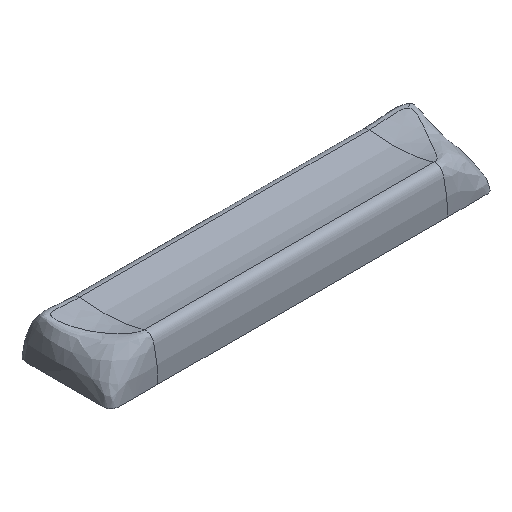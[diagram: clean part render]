
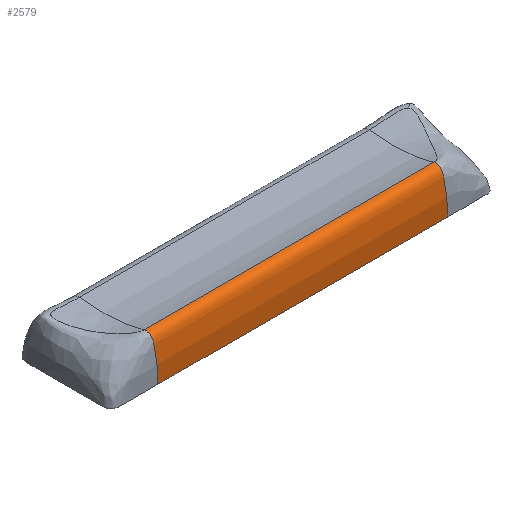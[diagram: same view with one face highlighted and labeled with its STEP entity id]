
A CAD part, isometric view. The second image highlights one B-rep face of the part: STEP entity #2579.
In plain terms, the highlighted free-form (B-spline) face has degree [3, 1] with [16, 2] control points.
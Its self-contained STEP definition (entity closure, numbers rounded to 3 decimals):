
#21=B_SPLINE_CURVE_WITH_KNOTS('',3,(#4927,#4928,#4929,#4930,#4931,#4932,
#4933,#4934,#4935,#4936,#4937,#4938,#4939,#4940,#4941,#4942),
 .UNSPECIFIED.,.F.,.F.,(4,2,2,2,2,2,2,4),(-1.228,-1.116,
-0.982,-0.877,-0.77,-0.599,
-0.311,0.),.UNSPECIFIED.);
#37=B_SPLINE_CURVE_WITH_KNOTS('',3,(#8077,#8078,#8079,#8080,#8081,#8082,
#8083,#8084,#8085,#8086,#8087,#8088,#8089,#8090,#8091,#8092),
 .UNSPECIFIED.,.F.,.F.,(4,2,2,2,2,2,2,4),(-1.228,-1.116,
-0.982,-0.877,-0.77,-0.599,
-0.311,0.),.UNSPECIFIED.);
#46=B_SPLINE_SURFACE_WITH_KNOTS('',3,1,((#8170,#8171),(#8172,#8173),(#8174,
#8175),(#8176,#8177),(#8178,#8179),(#8180,#8181),(#8182,#8183),(#8184,#8185),
(#8186,#8187),(#8188,#8189),(#8190,#8191),(#8192,#8193),(#8194,#8195),(#8196,
#8197),(#8198,#8199),(#8200,#8201)),.UNSPECIFIED.,.F.,.F.,.F.,(4,2,2,2,
2,2,2,4),(2,2),(-1.228,-1.116,-0.982,-0.877,
-0.77,-0.599,-0.311,0.),(0.,5.7),
 .UNSPECIFIED.);
#365=FACE_OUTER_BOUND('',#519,.T.);
#519=EDGE_LOOP('',(#2359,#2360,#2361,#2362));
#768=LINE('',#8169,#1017);
#769=LINE('',#8202,#1018);
#1017=VECTOR('',#3549,10.);
#1018=VECTOR('',#3550,10.);
#1226=VERTEX_POINT('',#4925);
#1227=VERTEX_POINT('',#4926);
#1239=VERTEX_POINT('',#7648);
#1246=VERTEX_POINT('',#8076);
#1585=EDGE_CURVE('',#1226,#1227,#21,.T.);
#1608=EDGE_CURVE('',#1239,#1246,#37,.T.);
#1619=EDGE_CURVE('',#1246,#1227,#768,.T.);
#1620=EDGE_CURVE('',#1239,#1226,#769,.T.);
#2359=ORIENTED_EDGE('',*,*,#1608,.T.);
#2360=ORIENTED_EDGE('',*,*,#1619,.T.);
#2361=ORIENTED_EDGE('',*,*,#1585,.F.);
#2362=ORIENTED_EDGE('',*,*,#1620,.F.);
#2579=ADVANCED_FACE('',(#365),#46,.T.);
#3549=DIRECTION('',(1.,0.,0.));
#3550=DIRECTION('',(1.,0.,0.));
#4925=CARTESIAN_POINT('',(28.5,-6.497,7.984));
#4926=CARTESIAN_POINT('',(28.5,-9.198,0.));
#4927=CARTESIAN_POINT('Ctrl Pts',(28.5,-6.497,7.984));
#4928=CARTESIAN_POINT('Ctrl Pts',(28.5,-6.647,7.993));
#4929=CARTESIAN_POINT('Ctrl Pts',(28.5,-6.796,7.994));
#4930=CARTESIAN_POINT('Ctrl Pts',(28.5,-7.122,7.965));
#4931=CARTESIAN_POINT('Ctrl Pts',(28.5,-7.299,7.93));
#4932=CARTESIAN_POINT('Ctrl Pts',(28.5,-7.594,7.81));
#4933=CARTESIAN_POINT('Ctrl Pts',(28.5,-7.714,7.738));
#4934=CARTESIAN_POINT('Ctrl Pts',(28.5,-7.923,7.549));
#4935=CARTESIAN_POINT('Ctrl Pts',(28.5,-8.039,7.408));
#4936=CARTESIAN_POINT('Ctrl Pts',(28.5,-8.339,6.814));
#4937=CARTESIAN_POINT('Ctrl Pts',(28.5,-8.467,6.333));
#4938=CARTESIAN_POINT('Ctrl Pts',(28.5,-8.792,4.912));
#4939=CARTESIAN_POINT('Ctrl Pts',(28.5,-8.953,3.976));
#4940=CARTESIAN_POINT('Ctrl Pts',(28.5,-9.147,2.072));
#4941=CARTESIAN_POINT('Ctrl Pts',(28.5,-9.176,1.038));
#4942=CARTESIAN_POINT('Ctrl Pts',(28.5,-9.198,0.));
#7648=CARTESIAN_POINT('',(-28.5,-6.497,7.984));
#8076=CARTESIAN_POINT('',(-28.5,-9.198,0.));
#8077=CARTESIAN_POINT('Ctrl Pts',(-28.5,-6.497,7.984));
#8078=CARTESIAN_POINT('Ctrl Pts',(-28.5,-6.647,7.993));
#8079=CARTESIAN_POINT('Ctrl Pts',(-28.5,-6.796,7.994));
#8080=CARTESIAN_POINT('Ctrl Pts',(-28.5,-7.122,7.965));
#8081=CARTESIAN_POINT('Ctrl Pts',(-28.5,-7.299,7.93));
#8082=CARTESIAN_POINT('Ctrl Pts',(-28.5,-7.594,7.81));
#8083=CARTESIAN_POINT('Ctrl Pts',(-28.5,-7.714,7.738));
#8084=CARTESIAN_POINT('Ctrl Pts',(-28.5,-7.923,7.549));
#8085=CARTESIAN_POINT('Ctrl Pts',(-28.5,-8.039,7.408));
#8086=CARTESIAN_POINT('Ctrl Pts',(-28.5,-8.339,6.814));
#8087=CARTESIAN_POINT('Ctrl Pts',(-28.5,-8.467,6.333));
#8088=CARTESIAN_POINT('Ctrl Pts',(-28.5,-8.792,4.912));
#8089=CARTESIAN_POINT('Ctrl Pts',(-28.5,-8.953,3.976));
#8090=CARTESIAN_POINT('Ctrl Pts',(-28.5,-9.147,2.072));
#8091=CARTESIAN_POINT('Ctrl Pts',(-28.5,-9.176,1.038));
#8092=CARTESIAN_POINT('Ctrl Pts',(-28.5,-9.198,0.));
#8169=CARTESIAN_POINT('',(-28.5,-9.198,0.));
#8170=CARTESIAN_POINT('Ctrl Pts',(-28.5,-6.497,7.984));
#8171=CARTESIAN_POINT('Ctrl Pts',(28.5,-6.497,7.984));
#8172=CARTESIAN_POINT('Ctrl Pts',(-28.5,-6.647,7.993));
#8173=CARTESIAN_POINT('Ctrl Pts',(28.5,-6.647,7.993));
#8174=CARTESIAN_POINT('Ctrl Pts',(-28.5,-6.796,7.994));
#8175=CARTESIAN_POINT('Ctrl Pts',(28.5,-6.796,7.994));
#8176=CARTESIAN_POINT('Ctrl Pts',(-28.5,-7.122,7.965));
#8177=CARTESIAN_POINT('Ctrl Pts',(28.5,-7.122,7.965));
#8178=CARTESIAN_POINT('Ctrl Pts',(-28.5,-7.299,7.93));
#8179=CARTESIAN_POINT('Ctrl Pts',(28.5,-7.299,7.93));
#8180=CARTESIAN_POINT('Ctrl Pts',(-28.5,-7.594,7.81));
#8181=CARTESIAN_POINT('Ctrl Pts',(28.5,-7.594,7.81));
#8182=CARTESIAN_POINT('Ctrl Pts',(-28.5,-7.714,7.738));
#8183=CARTESIAN_POINT('Ctrl Pts',(28.5,-7.714,7.738));
#8184=CARTESIAN_POINT('Ctrl Pts',(-28.5,-7.923,7.549));
#8185=CARTESIAN_POINT('Ctrl Pts',(28.5,-7.923,7.549));
#8186=CARTESIAN_POINT('Ctrl Pts',(-28.5,-8.039,7.408));
#8187=CARTESIAN_POINT('Ctrl Pts',(28.5,-8.039,7.408));
#8188=CARTESIAN_POINT('Ctrl Pts',(-28.5,-8.339,6.814));
#8189=CARTESIAN_POINT('Ctrl Pts',(28.5,-8.339,6.814));
#8190=CARTESIAN_POINT('Ctrl Pts',(-28.5,-8.467,6.333));
#8191=CARTESIAN_POINT('Ctrl Pts',(28.5,-8.467,6.333));
#8192=CARTESIAN_POINT('Ctrl Pts',(-28.5,-8.792,4.912));
#8193=CARTESIAN_POINT('Ctrl Pts',(28.5,-8.792,4.912));
#8194=CARTESIAN_POINT('Ctrl Pts',(-28.5,-8.953,3.976));
#8195=CARTESIAN_POINT('Ctrl Pts',(28.5,-8.953,3.976));
#8196=CARTESIAN_POINT('Ctrl Pts',(-28.5,-9.147,2.072));
#8197=CARTESIAN_POINT('Ctrl Pts',(28.5,-9.147,2.072));
#8198=CARTESIAN_POINT('Ctrl Pts',(-28.5,-9.176,1.038));
#8199=CARTESIAN_POINT('Ctrl Pts',(28.5,-9.176,1.038));
#8200=CARTESIAN_POINT('Ctrl Pts',(-28.5,-9.198,0.));
#8201=CARTESIAN_POINT('Ctrl Pts',(28.5,-9.198,0.));
#8202=CARTESIAN_POINT('',(-28.5,-6.497,7.984));
